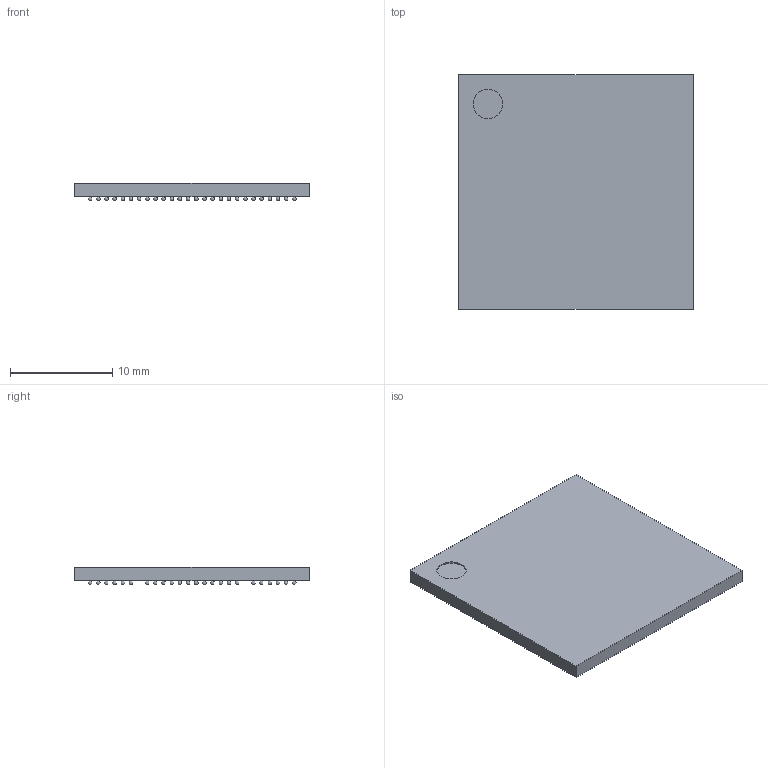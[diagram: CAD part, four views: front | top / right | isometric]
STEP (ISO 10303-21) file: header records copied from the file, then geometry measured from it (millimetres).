
FILE_DESCRIPTION(('FreeCAD Model'),'2;1');
FILE_NAME('2402306.2.1.stp','2021-02-04T09:18:58',( 'Author'),(''),'Open CASCADE STEP processor 6.9','FreeCAD','Unknown' );
FILE_SCHEMA(('AUTOMOTIVE_DESIGN { 1 0 10303 214 1 1 1 1 }'));
Length unit declared in the file: millimetre
Products named in the file (556): ASSEMBLY; A2; A3; A4; A5; A6; A8; A9; A10; A11; A12; A13; A14; A15; A16; A17; A18; A19; A21; A22; A23; A24; A25; B1; B2; B3; B4; B5; B6; B8; B9; B10; B11; B12; B13; B14; B15; B16; B17; B18 ...
Assembly tree (555 placements, depth 2):
  ASSEMBLY
    A2
    A3
    A4
    A5
    A6
    A8
    A9
    A10
    A11
    A12
    A13
    A14
    A15
    A16
    A17
    A18
    A19
    A21
    A22
    A23
    A24
    A25
    B1
    B2
    B3
    B4
    B5
    B6
    B8
    B9
    B10
    B11
    B12
    B13
    B14
    B15
    B16
    B17
    B18
    B19
    B21
    B22
    B23
    B24
    B25
    B26
    C1
    C2
    C3
    C4
    C5
    C6
    C8
    C9
    C10
    C11
    C12
    C13
    C14
Bounding box: 23 x 23 x 1.76 mm (x, y, z)
Volume: 736.9 mm3; surface area: 1463.2 mm2
Topology: 555 solids, 555 shells, 562 faces, 1677 edges, 1118 vertices
Faces by surface type: sphere 554, plane 7, cylinder 1
Full cylindrical faces by diameter (mm): 2.875 x1
Entity records: 22596 total; most frequent: DIRECTION 2283, CARTESIAN_POINT 1727, AXIS2_PLACEMENT_3D 1120, PRODUCT_DEFINITION_SHAPE 1111, VERTEX_POINT 564, FACE_BOUND 563, ADVANCED_FACE 562, SHAPE_DEFINITION_REPRESENTATION 556
